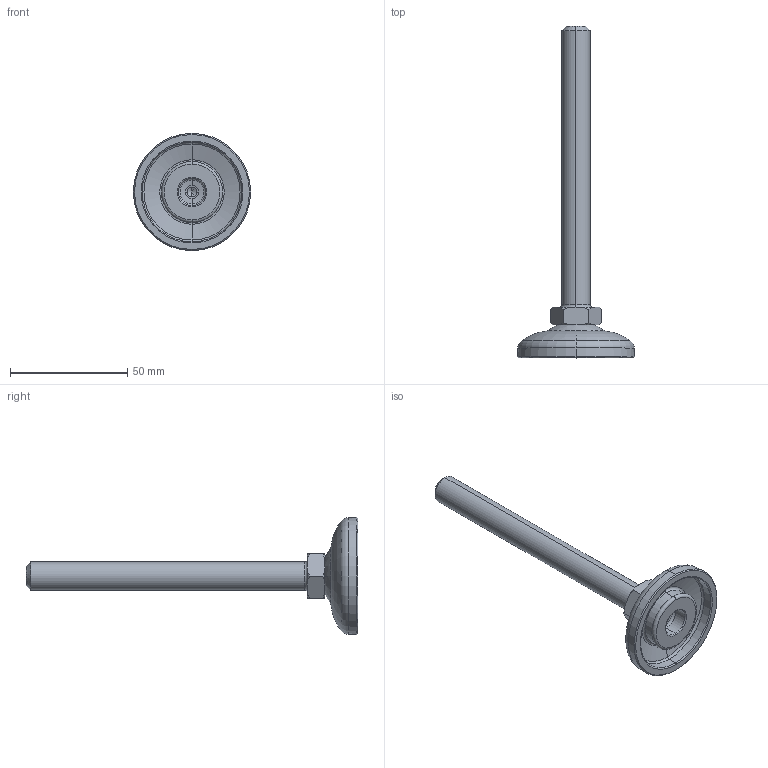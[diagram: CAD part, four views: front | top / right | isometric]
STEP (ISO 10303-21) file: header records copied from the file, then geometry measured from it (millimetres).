
FILE_DESCRIPTION (( 'STEP AP214' ), '1' );
FILE_NAME ('9e050k12120m.STEP', '2014-09-22T11:10:39', ( '' ), ( '' ), 'SwSTEP 2.0', 'SolidWorks 2014', '' );
FILE_SCHEMA (( 'AUTOMOTIVE_DESIGN' ));
Length unit declared in the file: millimetre
Products named in the file (3): 098em12120m_12_120; 098e050k_098 e 050 k; 9e050k12120m
Assembly tree (2 placements, depth 2):
  9e050k12120m
    098e050k_098 e 050 k
    098em12120m_12_120
Bounding box: 49.97 x 141.59 x 49.97 mm (x, y, z)
Volume: 28718 mm3; surface area: 12208.5 mm2
Topology: 2 solids, 2 shells, 71 faces, 164 edges, 97 vertices
Faces by surface type: cone 26, torus 20, plane 11, cylinder 10, sphere 4
Entity records: 2162 total; most frequent: CARTESIAN_POINT 423, DIRECTION 386, ORIENTED_EDGE 324, AXIS2_PLACEMENT_3D 172, EDGE_CURVE 162, VERTEX_POINT 97, CIRCLE 96, EDGE_LOOP 75
